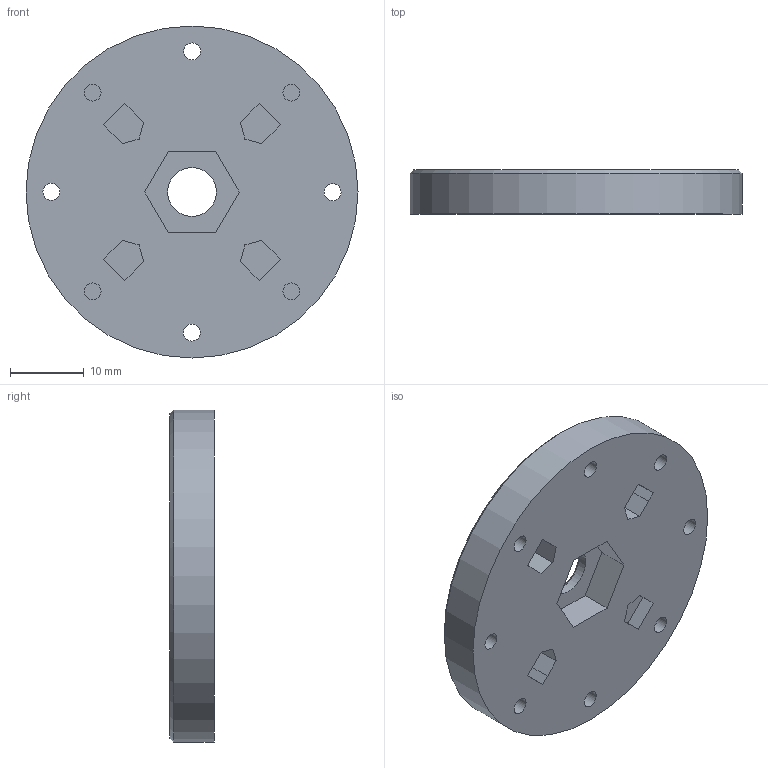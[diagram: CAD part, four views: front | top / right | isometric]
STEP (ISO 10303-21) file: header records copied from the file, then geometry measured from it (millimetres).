
FILE_DESCRIPTION(/* description */ (''),/* implementation_level */ '2;1');
FILE_NAME(/* name */ 'TP-SLA-Mount.step',/* time_stamp */ '2023-10-03T00:01:11+08:00',/* author */ (''),/* organization */ (''),/* preprocessor_version */ 'ST-DEVELOPER v20',/* originating_system */ 'Autodesk Translation Framework v12.14.0.127',/* authorisation */ '');
FILE_SCHEMA (('AUTOMOTIVE_DESIGN { 1 0 10303 214 3 1 1 }'));
Length unit declared in the file: millimetre
Products named in the file (1): TP-SLA-Mount
Bounding box: 45 x 6 x 45 mm (x, y, z)
Volume: 8410.9 mm3; surface area: 4803.6 mm2
Topology: 1 solids, 1 shells, 101 faces, 260 edges, 170 vertices
Faces by surface type: plane 81, cylinder 14, cone 6
Full cylindrical faces by diameter (mm): 2.3 x8, 4.3 x4, 6.604 x1, 45 x1
Entity records: 3097 total; most frequent: CARTESIAN_POINT 532, ORIENTED_EDGE 520, DIRECTION 498, EDGE_CURVE 260, LINE 226, VECTOR 226, VERTEX_POINT 170, AXIS2_PLACEMENT_3D 136
